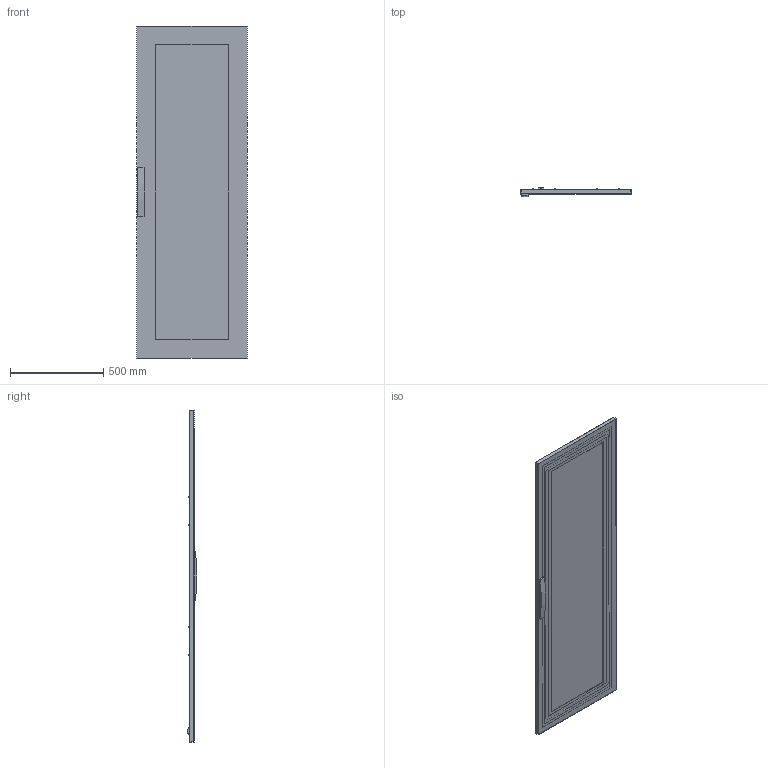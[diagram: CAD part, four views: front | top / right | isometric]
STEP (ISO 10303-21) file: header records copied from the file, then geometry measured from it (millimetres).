
FILE_DESCRIPTION (( 'STEP AP203' ), '1' );
FILE_NAME ('DTE186_Default.step', '2025-05-14T12:50:51', ( 'Windows User' ), ( 'AUTOMATION DIRECT' ), 'SwSTEP 2.0', 'SolidWorks 2024', '' );
FILE_SCHEMA (( 'CONFIG_CONTROL_DESIGN' ));
Length unit declared in the file: millimetre
Products named in the file (2): DTE186; DTE186_Default
Assembly tree (1 placements, depth 2):
  DTE186_Default
    DTE186
Bounding box: 593 x 52.51 x 1783 mm (x, y, z)
Volume: 6102837.4 mm3; surface area: 2574709.6 mm2
Topology: 1 solids, 1 shells, 817 faces, 2011 edges, 1344 vertices
Faces by surface type: plane 439, cylinder 216, cone 153, sphere 9
Full cylindrical faces by diameter (mm): 4.25 x120, 4.5 x2, 4.917 x10, 8 x20, 9 x8, 10 x8
Entity records: 22595 total; most frequent: CARTESIAN_POINT 5267, DIRECTION 3494, ORIENTED_EDGE 3234, EDGE_CURVE 1617, AXIS2_PLACEMENT_3D 1405, EDGE_LOOP 1175, VERTEX_POINT 1158, FACE_OUTER_BOUND 969
